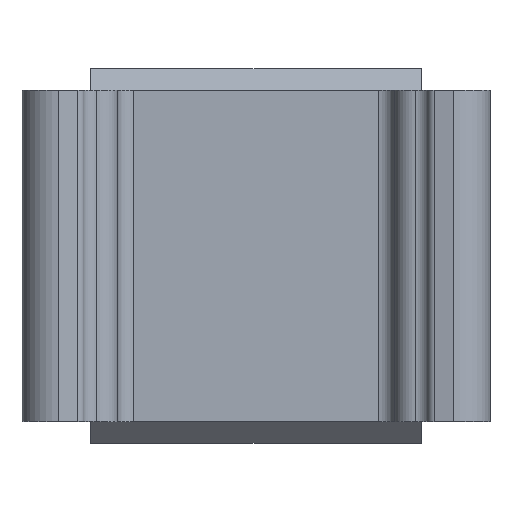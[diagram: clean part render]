
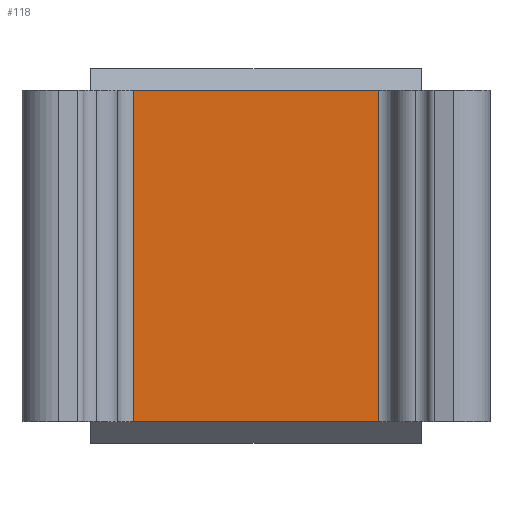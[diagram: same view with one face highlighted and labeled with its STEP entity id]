
A CAD part, top view. The second image highlights one B-rep face of the part: STEP entity #118.
In plain terms, the highlighted planar face has unit normal (0, 0, 1).
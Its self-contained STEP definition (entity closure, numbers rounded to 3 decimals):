
#118 = ADVANCED_FACE( '', ( #230 ), #231, .F. );
#230 = FACE_OUTER_BOUND( '', #333, .T. );
#231 = PLANE( '', #334 );
#333 = EDGE_LOOP( '', ( #629, #630, #631, #632 ) );
#334 = AXIS2_PLACEMENT_3D( '', #633, #634, #635 );
#629 = ORIENTED_EDGE( '', *, *, #723, .T. );
#630 = ORIENTED_EDGE( '', *, *, #713, .F. );
#631 = ORIENTED_EDGE( '', *, *, #637, .T. );
#632 = ORIENTED_EDGE( '', *, *, #749, .T. );
#633 = CARTESIAN_POINT( '', ( -84.659, 0.6, 0.6 ) );
#634 = DIRECTION( '', ( 0., 0., -1. ) );
#635 = DIRECTION( '', ( -1., 0., 0. ) );
#637 = EDGE_CURVE( '', #755, #756, #757, .F. );
#713 = EDGE_CURVE( '', #755, #880, #881, .T. );
#723 = EDGE_CURVE( '', #821, #880, #894, .T. );
#749 = EDGE_CURVE( '', #756, #821, #923, .T. );
#755 = VERTEX_POINT( '', #929 );
#756 = VERTEX_POINT( '', #930 );
#757 = LINE( '', #931, #932 );
#821 = VERTEX_POINT( '', #1013 );
#880 = VERTEX_POINT( '', #1094 );
#881 = LINE( '', #1095, #1096 );
#894 = LINE( '', #1114, #1115 );
#923 = LINE( '', #1154, #1155 );
#929 = CARTESIAN_POINT( '', ( -88.661, -31.2, 0.6 ) );
#930 = CARTESIAN_POINT( '', ( -88.661, -35.8, 0.6 ) );
#931 = CARTESIAN_POINT( '', ( -88.661, -35.8, 0.6 ) );
#932 = VECTOR( '', #1160, 1000. );
#1013 = CARTESIAN_POINT( '', ( -85.254, -35.8, 0.6 ) );
#1094 = CARTESIAN_POINT( '', ( -85.254, -31.2, 0.6 ) );
#1095 = CARTESIAN_POINT( '', ( -105.702, -31.2, 0.6 ) );
#1096 = VECTOR( '', #1266, 1000. );
#1114 = CARTESIAN_POINT( '', ( -85.254, -35.8, 0.6 ) );
#1115 = VECTOR( '', #1275, 1000. );
#1154 = CARTESIAN_POINT( '', ( -105.702, -35.8, 0.6 ) );
#1155 = VECTOR( '', #1301, 1000. );
#1160 = DIRECTION( '', ( 0., 1., 0. ) );
#1266 = DIRECTION( '', ( 1., 0., 0. ) );
#1275 = DIRECTION( '', ( 0., 1., 0. ) );
#1301 = DIRECTION( '', ( 1., 0., 0. ) );
